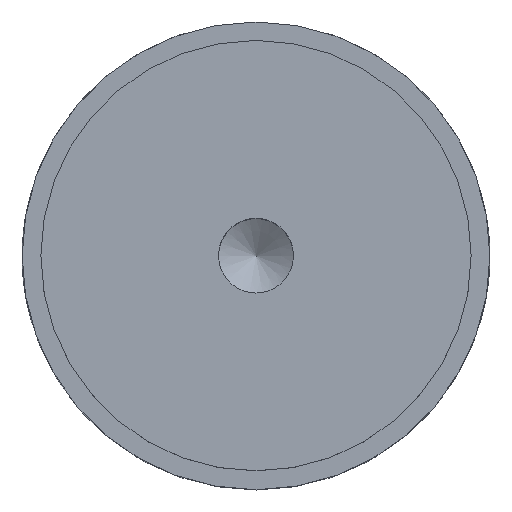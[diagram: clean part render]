
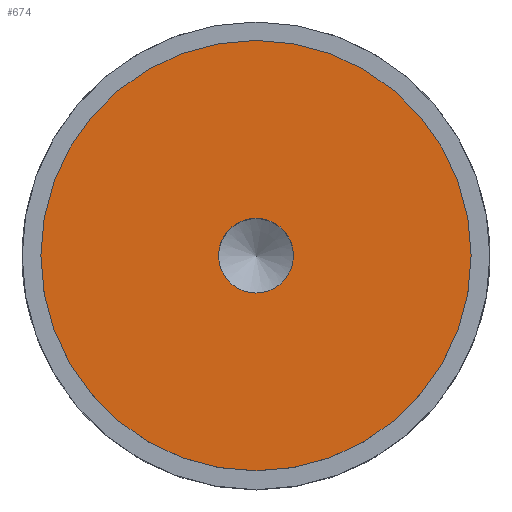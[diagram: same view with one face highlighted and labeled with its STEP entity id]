
A CAD part, top view. The second image highlights one B-rep face of the part: STEP entity #674.
In plain terms, the highlighted planar face has unit normal (0, 0, 1).
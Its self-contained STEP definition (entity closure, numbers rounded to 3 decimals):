
#647=CARTESIAN_POINT('',(0.0,0.0,21.0));
#648=DIRECTION('',(0.0,0.0,1.0));
#649=DIRECTION('',(1.0,0.0,-0.0));
#650=AXIS2_PLACEMENT_3D('',#647,#648,#649);
#651=PLANE('',#650);
#652=CARTESIAN_POINT('',(2.0,0.,21.0));
#653=VERTEX_POINT('',#652);
#654=CARTESIAN_POINT('',(0.0,0.0,21.0));
#655=DIRECTION('',(0.0,0.0,1.0));
#656=DIRECTION('',(1.0,0.0,-0.0));
#657=AXIS2_PLACEMENT_3D('',#654,#655,#656);
#658=CIRCLE('',#657,2.0);
#659=EDGE_CURVE('',#653,#653,#658,.T.);
#660=ORIENTED_EDGE('',*,*,#659,.F.);
#661=EDGE_LOOP('',(#660));
#662=FACE_BOUND('',#661,.T.);
#663=CARTESIAN_POINT('',(11.5,0.,21.0));
#664=VERTEX_POINT('',#663);
#665=CARTESIAN_POINT('',(0.0,0.0,21.0));
#666=DIRECTION('',(0.0,0.0,1.0));
#667=DIRECTION('',(1.0,0.0,-0.0));
#668=AXIS2_PLACEMENT_3D('',#665,#666,#667);
#669=CIRCLE('',#668,11.5);
#670=EDGE_CURVE('',#664,#664,#669,.T.);
#671=ORIENTED_EDGE('',*,*,#670,.T.);
#672=EDGE_LOOP('',(#671));
#673=FACE_BOUND('',#672,.T.);
#674=ADVANCED_FACE('',(#662,#673),#651,.T.);
